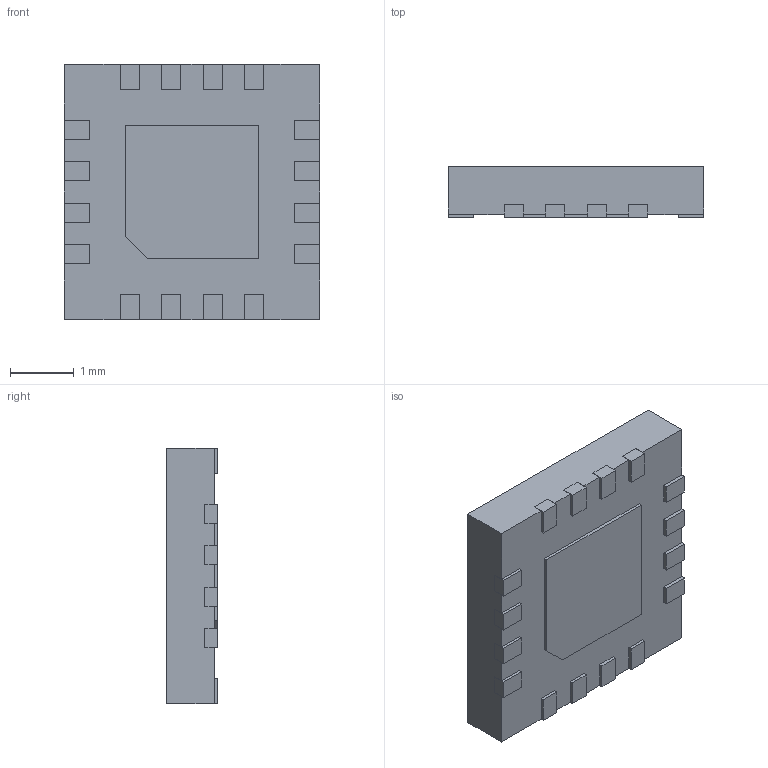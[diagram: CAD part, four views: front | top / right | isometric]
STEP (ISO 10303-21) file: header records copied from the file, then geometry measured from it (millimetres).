
FILE_DESCRIPTION (( 'STEP AP214' ), '1' );
FILE_NAME ('FT230XQ-R.STEP', '2022-09-20T19:41:20', ( '' ), ( '' ), 'SwSTEP 2.0', 'SolidWorks 2017', '' );
FILE_SCHEMA (( 'AUTOMOTIVE_DESIGN' ));
Length unit declared in the file: millimetre
Products named in the file (1): FT230XQ-R
Bounding box: 4 x 0.8 x 4 mm (x, y, z)
Volume: 12.3 mm3; surface area: 66.1 mm2
Topology: 19 solids, 19 shells, 186 faces, 438 edges, 292 vertices
Faces by surface type: plane 182, cylinder 4
Entity records: 5426 total; most frequent: CARTESIAN_POINT 917, ORIENTED_EDGE 876, DIRECTION 820, EDGE_CURVE 438, LINE 430, VECTOR 430, VERTEX_POINT 292, AXIS2_PLACEMENT_3D 195
